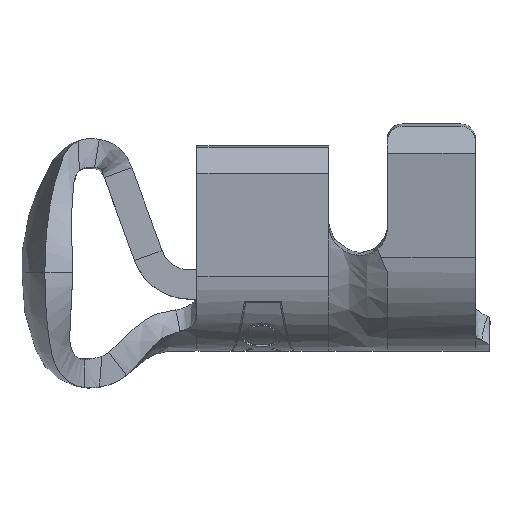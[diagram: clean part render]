
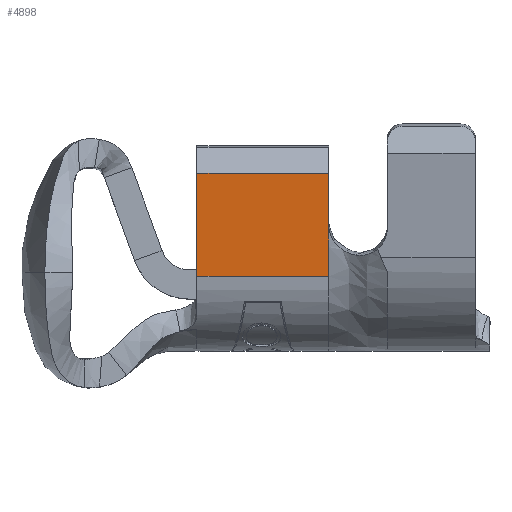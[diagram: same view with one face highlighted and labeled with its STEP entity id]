
A CAD part, top view. The second image highlights one B-rep face of the part: STEP entity #4898.
In plain terms, the highlighted planar face has unit normal (0, -0.073, 0.997).
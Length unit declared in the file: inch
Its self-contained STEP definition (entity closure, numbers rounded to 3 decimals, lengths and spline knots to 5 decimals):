
#49 = CARTESIAN_POINT ( 'NONE',  ( -0.19, -0.02402, 0.05485 ) ) ;
#181 = ORIENTED_EDGE ( 'NONE', *, *, #7373, .F. ) ;
#295 = LINE ( 'NONE', #3102, #6913 ) ;
#350 = CARTESIAN_POINT ( 'NONE',  ( -0.1, -0.00407, 0.05631 ) ) ;
#369 = CARTESIAN_POINT ( 'NONE',  ( -0.1, 0.04627, 0.06 ) ) ;
#394 = CARTESIAN_POINT ( 'NONE',  ( -0.1, 0.0113, 0.05744 ) ) ;
#460 = DIRECTION ( 'NONE',  ( 0., 0.073, -0.997 ) ) ;
#828 = EDGE_CURVE ( 'NONE', #3296, #6937, #1718, .T. ) ;
#1081 = DIRECTION ( 'NONE',  ( 0., -0.997, -0.073 ) ) ;
#1114 = ORIENTED_EDGE ( 'NONE', *, *, #6032, .T. ) ;
#1151 = CARTESIAN_POINT ( 'NONE',  ( -0.1, -0.02402, 0.05485 ) ) ;
#1155 = FACE_OUTER_BOUND ( 'NONE', #8375, .T. ) ;
#1370 = ORIENTED_EDGE ( 'NONE', *, *, #5203, .T. ) ;
#1718 = LINE ( 'NONE', #4524, #6631 ) ;
#1727 = LINE ( 'NONE', #4531, #7039 ) ;
#1784 = EDGE_CURVE ( 'NONE', #3296, #6927, #295, .T. ) ;
#1827 = LINE ( 'NONE', #4627, #8639 ) ;
#2401 = CARTESIAN_POINT ( 'NONE',  ( -0.1, 0.0113, 0.05744 ) ) ;
#2585 = VERTEX_POINT ( 'NONE', #7022 ) ;
#2650 = AXIS2_PLACEMENT_3D ( 'NONE', #6755, #460, #3264 ) ;
#2668 = CARTESIAN_POINT ( 'NONE',  ( -0.1, 0.01126, 0.05744 ) ) ;
#3080 = CARTESIAN_POINT ( 'NONE',  ( -0.1, 0.01126, 0.05744 ) ) ;
#3102 = CARTESIAN_POINT ( 'NONE',  ( -0.1, 0.04627, 0.06 ) ) ;
#3154 = CARTESIAN_POINT ( 'NONE',  ( -0.1, 0.00104, 0.05669 ) ) ;
#3227 = VERTEX_POINT ( 'NONE', #49 ) ;
#3264 = DIRECTION ( 'NONE',  ( 0., 0.997, 0.073 ) ) ;
#3296 = VERTEX_POINT ( 'NONE', #369 ) ;
#3760 = ORIENTED_EDGE ( 'NONE', *, *, #828, .F. ) ;
#3865 = VECTOR ( 'NONE', #1081, 39.37008 ) ;
#3954 = PLANE ( 'NONE',  #2650 ) ;
#4524 = CARTESIAN_POINT ( 'NONE',  ( -0.1, -0.02402, 0.05485 ) ) ;
#4531 = CARTESIAN_POINT ( 'NONE',  ( -0.1, -0.02402, 0.05485 ) ) ;
#4571 = LINE ( 'NONE', #7364, #3865 ) ;
#4627 = CARTESIAN_POINT ( 'NONE',  ( -0.19, -0.02402, 0.05485 ) ) ;
#4898 = ADVANCED_FACE ( 'NONE', ( #1155 ), #3954, .F. ) ;
#5088 = EDGE_CURVE ( 'NONE', #8105, #3227, #1727, .T. ) ;
#5099 = ORIENTED_EDGE ( 'NONE', *, *, #1784, .T. ) ;
#5203 = EDGE_CURVE ( 'NONE', #6927, #3227, #1827, .T. ) ;
#5884 = CARTESIAN_POINT ( 'NONE',  ( -0.1, 0.01127, 0.05744 ) ) ;
#5908 = DIRECTION ( 'NONE',  ( -1., 0., 0. ) ) ;
#5958 = CARTESIAN_POINT ( 'NONE',  ( -0.1, 0.00615, 0.05706 ) ) ;
#6032 = EDGE_CURVE ( 'NONE', #2585, #7737, #8734, .T. ) ;
#6369 = ORIENTED_EDGE ( 'NONE', *, *, #5088, .F. ) ;
#6603 = EDGE_CURVE ( 'NONE', #7737, #6937, #8492, .T. ) ;
#6631 = VECTOR ( 'NONE', #7308, 39.37008 ) ;
#6694 = CARTESIAN_POINT ( 'NONE',  ( -0.19, 0.04627, 0.06 ) ) ;
#6755 = CARTESIAN_POINT ( 'NONE',  ( -0.1, -0.02402, 0.05485 ) ) ;
#6913 = VECTOR ( 'NONE', #5908, 39.37008 ) ;
#6927 = VERTEX_POINT ( 'NONE', #6694 ) ;
#6937 = VERTEX_POINT ( 'NONE', #394 ) ;
#7022 = CARTESIAN_POINT ( 'NONE',  ( -0.1, -0.00407, 0.05631 ) ) ;
#7039 = VECTOR ( 'NONE', #7315, 39.37008 ) ;
#7308 = DIRECTION ( 'NONE',  ( 0., -0.997, -0.073 ) ) ;
#7315 = DIRECTION ( 'NONE',  ( -1., 0., 0. ) ) ;
#7364 = CARTESIAN_POINT ( 'NONE',  ( -0.1, -0.00407, 0.05631 ) ) ;
#7373 = EDGE_CURVE ( 'NONE', #2585, #8105, #4571, .T. ) ;
#7413 = DIRECTION ( 'NONE',  ( 0., -0.997, -0.073 ) ) ;
#7737 = VERTEX_POINT ( 'NONE', #2668 ) ;
#8105 = VERTEX_POINT ( 'NONE', #1151 ) ;
#8215 = ORIENTED_EDGE ( 'NONE', *, *, #6603, .T. ) ;
#8375 = EDGE_LOOP ( 'NONE', ( #1370, #6369, #181, #1114, #8215, #3760, #5099 ) ) ;
#8492 = B_SPLINE_CURVE_WITH_KNOTS ( 'NONE', 3,
 ( #3080, #5884, #8665, #2401 ),
 .UNSPECIFIED., .F., .F.,
 ( 4, 4 ),
 ( 0., 0. ),
 .UNSPECIFIED. ) ;
#8639 = VECTOR ( 'NONE', #7413, 39.37008 ) ;
#8665 = CARTESIAN_POINT ( 'NONE',  ( -0.1, 0.01129, 0.05744 ) ) ;
#8734 = B_SPLINE_CURVE_WITH_KNOTS ( 'NONE', 3,
 ( #350, #3154, #5958, #8745 ),
 .UNSPECIFIED., .F., .F.,
 ( 4, 4 ),
 ( 0., 1. ),
 .UNSPECIFIED. ) ;
#8745 = CARTESIAN_POINT ( 'NONE',  ( -0.1, 0.01126, 0.05744 ) ) ;
